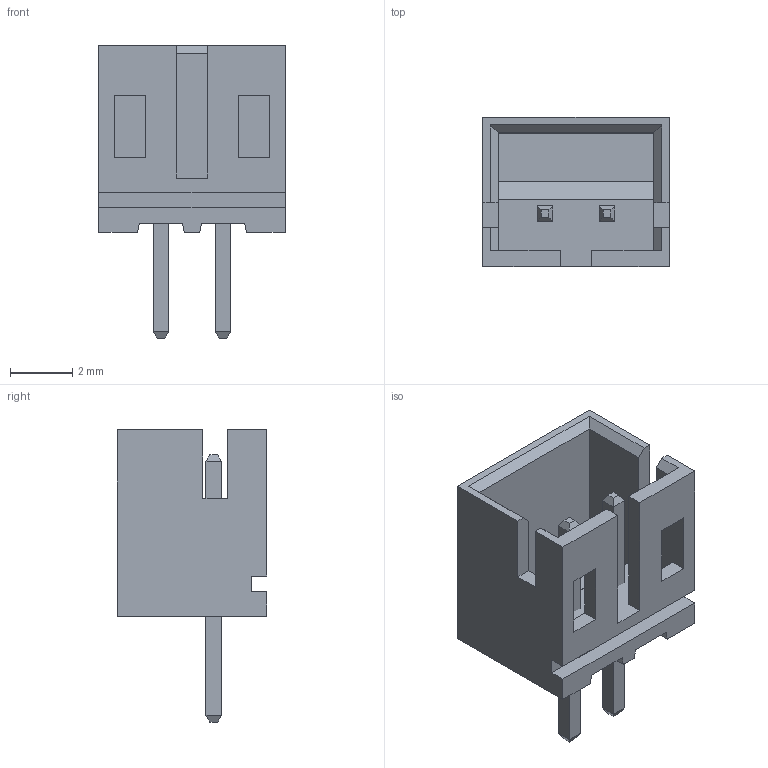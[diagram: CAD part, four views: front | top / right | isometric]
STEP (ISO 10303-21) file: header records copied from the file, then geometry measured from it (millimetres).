
FILE_DESCRIPTION(('STEP AP214'), '1');
FILE_NAME('DS1066', '2019-04-17T17:28:21', ('Nobody'), (''), 'ASCON STEP Converter 1.3', 'ASCON Math Kernel', '');
FILE_SCHEMA(('AUTOMOTIVE_DESIGN { 1 0 10303 214 3 1 1}'));
Length unit declared in the file: millimetre
Assembly tree (3 placements, depth 2):
  (unnamed)
    (unnamed)
    (unnamed)  x2
Bounding box: 6 x 4.8 x 9.4 mm (x, y, z)
Volume: 76.7 mm3; surface area: 302.3 mm2
Topology: 3 solids, 3 shells, 77 faces, 201 edges, 128 vertices
Faces by surface type: plane 77
Entity records: 2636 total; most frequent: CARTESIAN_POINT 352, ORIENTED_EDGE 346, DIRECTION 307, EDGE_CURVE 173, LINE 173, VECTOR 173, VERTEX_POINT 112, AXIS2_PLACEMENT_3D 67
